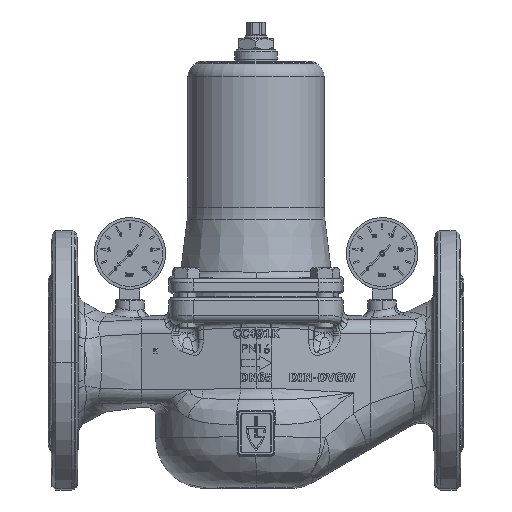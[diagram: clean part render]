
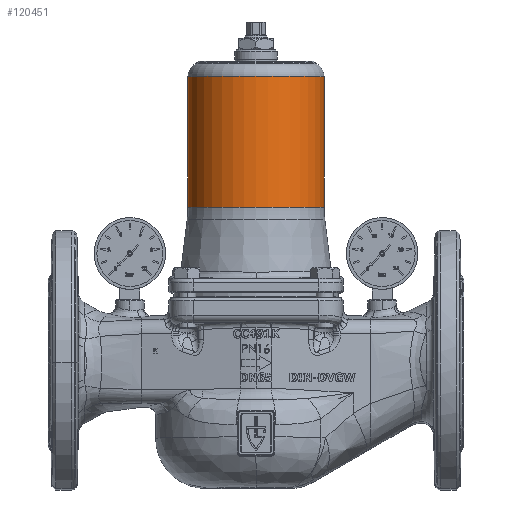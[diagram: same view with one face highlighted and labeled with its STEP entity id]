
A CAD part, top view. The second image highlights one B-rep face of the part: STEP entity #120451.
In plain terms, the highlighted cylindrical face has radius 47.5 mm (diameter 95 mm), a partial arc.
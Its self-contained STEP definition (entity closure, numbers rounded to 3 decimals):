
#118562 = VERTEX_POINT ( 'NONE', #200385 ) ;
#118837 = EDGE_LOOP ( 'NONE', ( #119698, #120449, #120604, #120027 ) ) ;
#119417 = VERTEX_POINT ( 'NONE', #201140 ) ;
#119606 = EDGE_CURVE ( 'NONE', #119662, #119706, #201210, .T. ) ;
#119662 = VERTEX_POINT ( 'NONE', #201156 ) ;
#119698 = ORIENTED_EDGE ( 'NONE', *, *, #120417, .T. ) ;
#119706 = VERTEX_POINT ( 'NONE', #199618 ) ;
#120027 = ORIENTED_EDGE ( 'NONE', *, *, #120454, .F. ) ;
#120404 = EDGE_CURVE ( 'NONE', #119417, #119706, #201666, .T. ) ;
#120417 = EDGE_CURVE ( 'NONE', #118562, #119417, #201474, .T. ) ;
#120449 = ORIENTED_EDGE ( 'NONE', *, *, #120404, .T. ) ;
#120451 = ADVANCED_FACE ( 'NONE', ( #201795 ), #201785, .T. ) ;
#120454 = EDGE_CURVE ( 'NONE', #118562, #119662, #201884, .T. ) ;
#120604 = ORIENTED_EDGE ( 'NONE', *, *, #119606, .F. ) ;
#199618 = CARTESIAN_POINT ( 'NONE',  ( 47.5, 155.453, 0. ) ) ;
#200385 = CARTESIAN_POINT ( 'NONE',  ( -47.5, 64.348, 0. ) ) ;
#201140 = CARTESIAN_POINT ( 'NONE',  ( 47.5, 64.348, 0. ) ) ;
#201156 = CARTESIAN_POINT ( 'NONE',  ( -47.5, 155.453, 0. ) ) ;
#201166 = DIRECTION ( 'NONE',  ( -1., 0., 0. ) ) ;
#201181 = AXIS2_PLACEMENT_3D ( 'NONE', #201197, #201188, #201166 ) ;
#201188 = DIRECTION ( 'NONE',  ( 0., 1., 0. ) ) ;
#201197 = CARTESIAN_POINT ( 'NONE',  ( 0., 155.453, 0. ) ) ;
#201210 = CIRCLE ( 'NONE', #201181, 47.5 ) ;
#201474 = CIRCLE ( 'NONE', #201649, 47.5 ) ;
#201626 = CARTESIAN_POINT ( 'NONE',  ( 0., 64.348, 0. ) ) ;
#201638 = DIRECTION ( 'NONE',  ( 0., 1., 0. ) ) ;
#201640 = DIRECTION ( 'NONE',  ( 0., 1., 0. ) ) ;
#201641 = VECTOR ( 'NONE', #201640, 1000. ) ;
#201644 = CARTESIAN_POINT ( 'NONE',  ( 47.5, 180.483, 0. ) ) ;
#201649 = AXIS2_PLACEMENT_3D ( 'NONE', #201626, #201638, #201807 ) ;
#201666 = LINE ( 'NONE', #201644, #201641 ) ;
#201769 = DIRECTION ( 'NONE',  ( -1., 0., 0. ) ) ;
#201785 = CYLINDRICAL_SURFACE ( 'NONE', #201793, 47.5 ) ;
#201787 = CARTESIAN_POINT ( 'NONE',  ( 0., 180.483, 0. ) ) ;
#201793 = AXIS2_PLACEMENT_3D ( 'NONE', #201787, #201894, #201769 ) ;
#201795 = FACE_OUTER_BOUND ( 'NONE', #118837, .T. ) ;
#201804 = DIRECTION ( 'NONE',  ( 0., 1., 0. ) ) ;
#201807 = DIRECTION ( 'NONE',  ( -1., 0., 0. ) ) ;
#201874 = VECTOR ( 'NONE', #201804, 1000. ) ;
#201884 = LINE ( 'NONE', #201888, #201874 ) ;
#201888 = CARTESIAN_POINT ( 'NONE',  ( -47.5, 180.483, 0. ) ) ;
#201894 = DIRECTION ( 'NONE',  ( 0., 1., 0. ) ) ;
